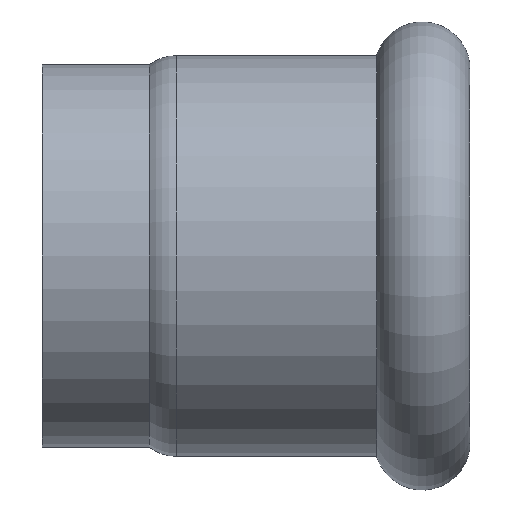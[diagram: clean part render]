
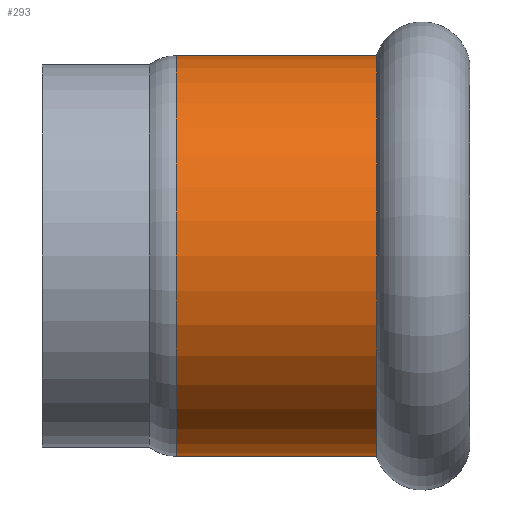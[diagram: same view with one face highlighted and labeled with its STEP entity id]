
A CAD part, front view. The second image highlights one B-rep face of the part: STEP entity #293.
In plain terms, the highlighted cylindrical face has radius 15.7 mm (diameter 31.4 mm), a full revolution.
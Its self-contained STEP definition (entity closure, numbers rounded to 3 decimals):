
#24=LINE('',#572,#31);
#31=VECTOR('',#478,15.7);
#37=CYLINDRICAL_SURFACE('',#365,15.7);
#50=FACE_OUTER_BOUND('',#64,.T.);
#64=EDGE_LOOP('',(#268,#269,#270,#271,#272,#273,#274,#275));
#65=CIRCLE('',#315,15.7);
#66=CIRCLE('',#316,15.7);
#71=CIRCLE('',#321,15.7);
#100=CIRCLE('',#361,15.7);
#101=CIRCLE('',#362,15.7);
#102=CIRCLE('',#363,15.7);
#104=VERTEX_POINT('',#481);
#105=VERTEX_POINT('',#482);
#106=VERTEX_POINT('',#484);
#135=VERTEX_POINT('',#564);
#136=VERTEX_POINT('',#565);
#137=VERTEX_POINT('',#567);
#138=EDGE_CURVE('',#104,#105,#65,.T.);
#139=EDGE_CURVE('',#105,#106,#66,.T.);
#144=EDGE_CURVE('',#106,#104,#71,.T.);
#179=EDGE_CURVE('',#135,#136,#100,.T.);
#180=EDGE_CURVE('',#137,#135,#101,.T.);
#181=EDGE_CURVE('',#136,#137,#102,.T.);
#183=EDGE_CURVE('',#105,#137,#24,.T.);
#268=ORIENTED_EDGE('',*,*,#138,.F.);
#269=ORIENTED_EDGE('',*,*,#144,.F.);
#270=ORIENTED_EDGE('',*,*,#139,.F.);
#271=ORIENTED_EDGE('',*,*,#183,.T.);
#272=ORIENTED_EDGE('',*,*,#180,.T.);
#273=ORIENTED_EDGE('',*,*,#179,.T.);
#274=ORIENTED_EDGE('',*,*,#181,.T.);
#275=ORIENTED_EDGE('',*,*,#183,.F.);
#293=ADVANCED_FACE('',(#50),#37,.T.);
#315=AXIS2_PLACEMENT_3D('',#483,#370,#371);
#316=AXIS2_PLACEMENT_3D('',#485,#372,#373);
#321=AXIS2_PLACEMENT_3D('',#493,#382,#383);
#361=AXIS2_PLACEMENT_3D('',#566,#468,#469);
#362=AXIS2_PLACEMENT_3D('',#568,#470,#471);
#363=AXIS2_PLACEMENT_3D('',#569,#472,#473);
#365=AXIS2_PLACEMENT_3D('',#571,#476,#477);
#370=DIRECTION('center_axis',(1.,0.,0.));
#371=DIRECTION('ref_axis',(0.,1.,0.));
#372=DIRECTION('center_axis',(1.,0.,0.));
#373=DIRECTION('ref_axis',(0.,1.,0.));
#382=DIRECTION('center_axis',(1.,0.,0.));
#383=DIRECTION('ref_axis',(0.,1.,0.));
#468=DIRECTION('center_axis',(1.,0.,0.));
#469=DIRECTION('ref_axis',(0.,1.,0.));
#470=DIRECTION('center_axis',(1.,0.,0.));
#471=DIRECTION('ref_axis',(0.,1.,0.));
#472=DIRECTION('center_axis',(1.,0.,0.));
#473=DIRECTION('ref_axis',(0.,1.,0.));
#476=DIRECTION('center_axis',(1.,0.,0.));
#477=DIRECTION('ref_axis',(0.,1.,0.));
#478=DIRECTION('',(-1.,0.,0.));
#481=CARTESIAN_POINT('',(-7.303,15.7,0.));
#482=CARTESIAN_POINT('',(-7.303,-15.7,0.));
#483=CARTESIAN_POINT('Origin',(-7.303,0.,0.));
#484=CARTESIAN_POINT('',(-7.303,0.,-15.7));
#485=CARTESIAN_POINT('Origin',(-7.303,0.,0.));
#493=CARTESIAN_POINT('Origin',(-7.303,0.,0.));
#564=CARTESIAN_POINT('',(-23.,15.7,0.));
#565=CARTESIAN_POINT('',(-23.,0.,15.7));
#566=CARTESIAN_POINT('Origin',(-23.,0.,0.));
#567=CARTESIAN_POINT('',(-23.,-15.7,0.));
#568=CARTESIAN_POINT('Origin',(-23.,0.,0.));
#569=CARTESIAN_POINT('Origin',(-23.,0.,0.));
#571=CARTESIAN_POINT('Origin',(-15.152,0.,0.));
#572=CARTESIAN_POINT('',(-15.152,-15.7,0.));
